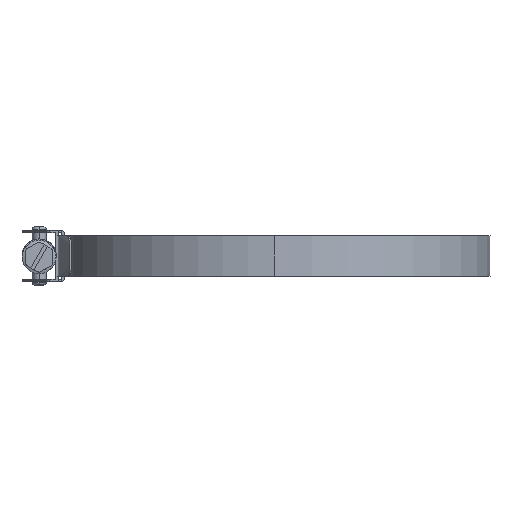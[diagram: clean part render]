
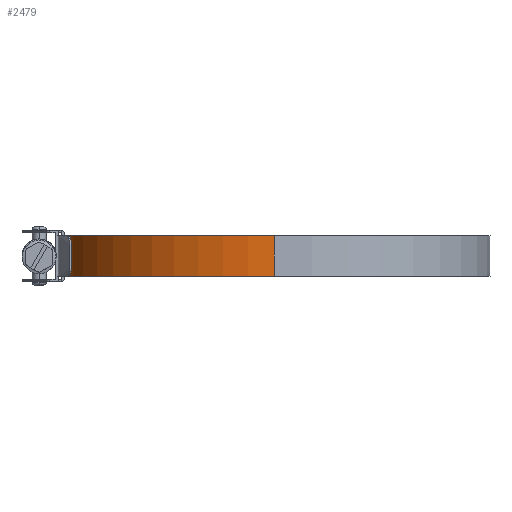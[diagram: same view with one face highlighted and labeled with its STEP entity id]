
A CAD part, left-side view. The second image highlights one B-rep face of the part: STEP entity #2479.
In plain terms, the highlighted cylindrical face has radius 76.53 mm (diameter 153.06 mm), a partial arc.
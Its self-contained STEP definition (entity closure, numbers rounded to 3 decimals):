
#129 = EDGE_CURVE ( 'NONE', #8665, #2262, #1834, .T. ) ;
#525 = CARTESIAN_POINT ( 'NONE',  ( -76.53, 0., -7.15 ) ) ;
#640 = EDGE_CURVE ( 'NONE', #2262, #3455, #10561, .T. ) ;
#827 = DIRECTION ( 'NONE',  ( 0., 0., 1. ) ) ;
#848 = CARTESIAN_POINT ( 'NONE',  ( 0., 76.53, 7.15 ) ) ;
#1050 = EDGE_CURVE ( 'NONE', #10464, #3455, #11825, .T. ) ;
#1340 = CARTESIAN_POINT ( 'NONE',  ( 0., 0., 7.15 ) ) ;
#1834 = CIRCLE ( 'NONE', #12684, 76.53 ) ;
#1972 = CYLINDRICAL_SURFACE ( 'NONE', #4342, 76.53 ) ;
#2262 = VERTEX_POINT ( 'NONE', #9201 ) ;
#2479 = ADVANCED_FACE ( 'NONE', ( #5122 ), #1972, .T. ) ;
#3370 = DIRECTION ( 'NONE',  ( 0., 0., -1. ) ) ;
#3455 = VERTEX_POINT ( 'NONE', #525 ) ;
#4052 = EDGE_LOOP ( 'NONE', ( #9496, #6393, #8886, #11460 ) ) ;
#4271 = CARTESIAN_POINT ( 'NONE',  ( 0., 76.53, -7.15 ) ) ;
#4342 = AXIS2_PLACEMENT_3D ( 'NONE', #7328, #5053, #8225 ) ;
#5053 = DIRECTION ( 'NONE',  ( 0., 0., -1. ) ) ;
#5122 = FACE_OUTER_BOUND ( 'NONE', #4052, .T. ) ;
#5513 = DIRECTION ( 'NONE',  ( 1., 0., 0. ) ) ;
#5864 = CARTESIAN_POINT ( 'NONE',  ( 0., 76.53, 7.15 ) ) ;
#6393 = ORIENTED_EDGE ( 'NONE', *, *, #129, .F. ) ;
#6444 = DIRECTION ( 'NONE',  ( 1., 0., 0. ) ) ;
#7296 = DIRECTION ( 'NONE',  ( 0., 0., -1. ) ) ;
#7328 = CARTESIAN_POINT ( 'NONE',  ( 0., 0., 7.15 ) ) ;
#8225 = DIRECTION ( 'NONE',  ( -1., 0., 0. ) ) ;
#8631 = CARTESIAN_POINT ( 'NONE',  ( -76.53, 0., 7.15 ) ) ;
#8665 = VERTEX_POINT ( 'NONE', #5864 ) ;
#8803 = VECTOR ( 'NONE', #7296, 1000. ) ;
#8886 = ORIENTED_EDGE ( 'NONE', *, *, #11877, .T. ) ;
#9175 = VECTOR ( 'NONE', #3370, 1000. ) ;
#9201 = CARTESIAN_POINT ( 'NONE',  ( -76.53, 0., 7.15 ) ) ;
#9496 = ORIENTED_EDGE ( 'NONE', *, *, #640, .F. ) ;
#10464 = VERTEX_POINT ( 'NONE', #4271 ) ;
#10561 = LINE ( 'NONE', #8631, #9175 ) ;
#11460 = ORIENTED_EDGE ( 'NONE', *, *, #1050, .T. ) ;
#11825 = CIRCLE ( 'NONE', #13364, 76.53 ) ;
#11877 = EDGE_CURVE ( 'NONE', #8665, #10464, #12336, .T. ) ;
#12112 = DIRECTION ( 'NONE',  ( 0., 0., 1. ) ) ;
#12336 = LINE ( 'NONE', #848, #8803 ) ;
#12383 = CARTESIAN_POINT ( 'NONE',  ( 0., 0., -7.15 ) ) ;
#12684 = AXIS2_PLACEMENT_3D ( 'NONE', #1340, #12112, #5513 ) ;
#13364 = AXIS2_PLACEMENT_3D ( 'NONE', #12383, #827, #6444 ) ;
